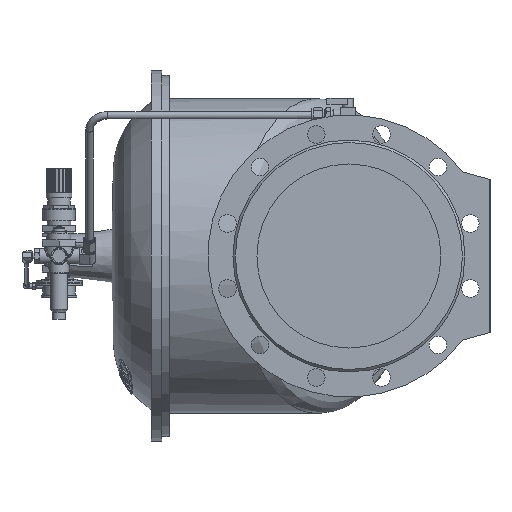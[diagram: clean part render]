
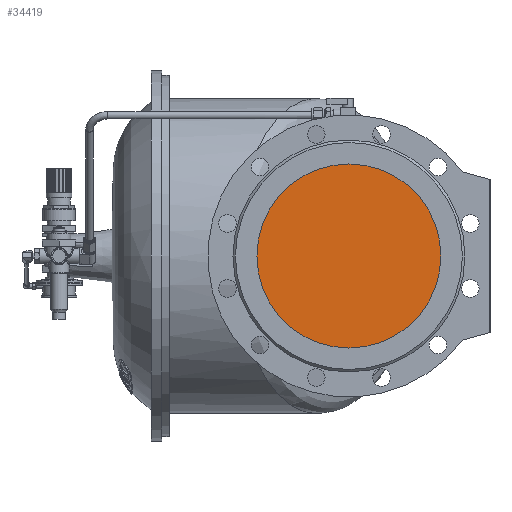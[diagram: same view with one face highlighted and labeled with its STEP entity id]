
A CAD part, left-side view. The second image highlights one B-rep face of the part: STEP entity #34419.
In plain terms, the highlighted planar face has unit normal (-1, 0, 0).
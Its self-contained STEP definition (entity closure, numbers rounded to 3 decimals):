
#4951 = CARTESIAN_POINT ( 'NONE',  ( -415., 0., 0. ) ) ;
#4952 = PLANE ( 'NONE',  #15554 ) ;
#4955 = DIRECTION ( 'NONE',  ( -1., 0., 0. ) ) ;
#4956 = DIRECTION ( 'NONE',  ( 0., -1., 0. ) ) ;
#9820 = CARTESIAN_POINT ( 'NONE',  ( -415., 0., 0. ) ) ;
#9822 = DIRECTION ( 'NONE',  ( -1., 0., 0. ) ) ;
#9824 = DIRECTION ( 'NONE',  ( 0., -1., 0. ) ) ;
#15365 = AXIS2_PLACEMENT_3D ( 'NONE', #9820, #9822, #9824 ) ;
#15554 = AXIS2_PLACEMENT_3D ( 'NONE', #4951, #4955, #4956 ) ;
#17376 = EDGE_LOOP ( 'NONE', ( #18356 ) ) ;
#18356 = ORIENTED_EDGE ( 'NONE', *, *, #30935, .T. ) ;
#30935 = EDGE_CURVE ( 'NONE', #41065, #41065, #39028, .T. ) ;
#34419 = ADVANCED_FACE ( 'NONE', ( #39366 ), #4952, .T. ) ;
#39028 = CIRCLE ( 'NONE', #15365, 150. ) ;
#39366 = FACE_OUTER_BOUND ( 'NONE', #17376, .T. ) ;
#41065 = VERTEX_POINT ( 'NONE', #41290 ) ;
#41290 = CARTESIAN_POINT ( 'NONE',  ( -415., -150., 0. ) ) ;
